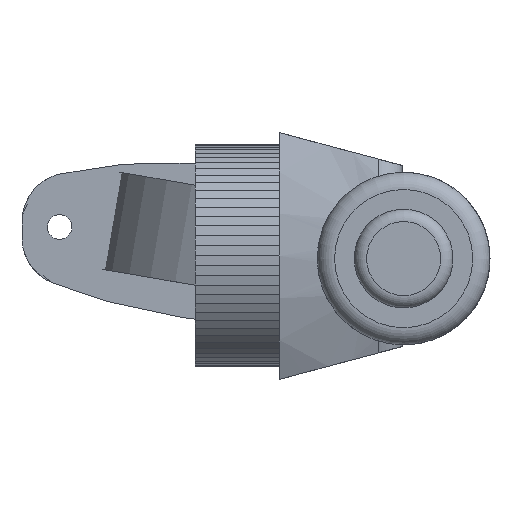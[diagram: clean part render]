
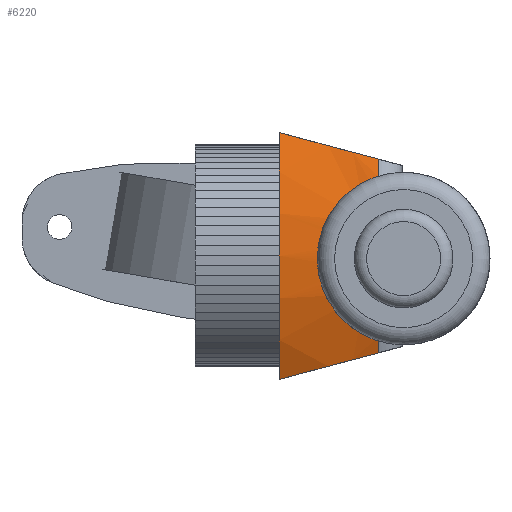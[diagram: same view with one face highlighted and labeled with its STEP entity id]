
A CAD part, left-side view. The second image highlights one B-rep face of the part: STEP entity #6220.
In plain terms, the highlighted cylindrical face has radius 11 mm (diameter 22 mm), a partial arc.
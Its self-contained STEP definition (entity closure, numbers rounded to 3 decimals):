
#20=ELLIPSE('',#6586,42.501,11.);
#21=ELLIPSE('',#6588,42.501,11.);
#25=B_SPLINE_CURVE_WITH_KNOTS('',3,(#8607,#8608,#8609,#8610,#8611,#8612,
#8613,#8614,#8615,#8616,#8617,#8618,#8619,#8620),.UNSPECIFIED.,.F.,.F.,
(4,2,2,2,2,2,4),(0.738,0.793,0.873,
0.952,1.031,1.11,1.166),
 .UNSPECIFIED.);
#412=FACE_OUTER_BOUND('',#745,.T.);
#745=EDGE_LOOP('',(#4370,#4371,#4372,#4373,#4374,#4375));
#2744=CIRCLE('',#6585,11.);
#2745=CIRCLE('',#6587,11.);
#2746=CIRCLE('',#6589,11.);
#2806=VERTEX_POINT('',#8593);
#2807=VERTEX_POINT('',#8606);
#2818=VERTEX_POINT('',#8739);
#2819=VERTEX_POINT('',#8741);
#2820=VERTEX_POINT('',#8743);
#2821=VERTEX_POINT('',#8745);
#3424=EDGE_CURVE('',#2807,#2806,#25,.T.);
#3437=EDGE_CURVE('',#2818,#2806,#2744,.T.);
#3438=EDGE_CURVE('',#2818,#2819,#20,.T.);
#3439=EDGE_CURVE('',#2820,#2819,#2745,.T.);
#3440=EDGE_CURVE('',#2821,#2820,#21,.T.);
#3441=EDGE_CURVE('',#2807,#2821,#2746,.T.);
#4370=ORIENTED_EDGE('',*,*,#3424,.T.);
#4371=ORIENTED_EDGE('',*,*,#3437,.F.);
#4372=ORIENTED_EDGE('',*,*,#3438,.T.);
#4373=ORIENTED_EDGE('',*,*,#3439,.F.);
#4374=ORIENTED_EDGE('',*,*,#3440,.F.);
#4375=ORIENTED_EDGE('',*,*,#3441,.F.);
#6190=CYLINDRICAL_SURFACE('',#6584,11.);
#6220=ADVANCED_FACE('',(#412),#6190,.T.);
#6584=AXIS2_PLACEMENT_3D('',#8738,#7000,#7001);
#6585=AXIS2_PLACEMENT_3D('',#8740,#7002,#7003);
#6586=AXIS2_PLACEMENT_3D('',#8742,#7004,#7005);
#6587=AXIS2_PLACEMENT_3D('',#8744,#7006,#7007);
#6588=AXIS2_PLACEMENT_3D('',#8746,#7008,#7009);
#6589=AXIS2_PLACEMENT_3D('',#8747,#7010,#7011);
#7000=DIRECTION('center_axis',(0.,1.,0.));
#7001=DIRECTION('ref_axis',(-1.,0.,0.));
#7002=DIRECTION('center_axis',(0.,-1.,0.));
#7003=DIRECTION('ref_axis',(-1.,0.,0.));
#7004=DIRECTION('center_axis',(0.,0.259,-0.966));
#7005=DIRECTION('ref_axis',(0.,0.966,0.259));
#7006=DIRECTION('center_axis',(0.,1.,0.));
#7007=DIRECTION('ref_axis',(-1.,0.,0.));
#7008=DIRECTION('center_axis',(0.,-0.259,
-0.966));
#7009=DIRECTION('ref_axis',(0.,-0.966,0.259));
#7010=DIRECTION('center_axis',(0.,-1.,0.));
#7011=DIRECTION('ref_axis',(-1.,0.,0.));
#8593=CARTESIAN_POINT('',(-125.964,-36.55,43.473));
#8606=CARTESIAN_POINT('',(-125.929,-36.55,39.816));
#8607=CARTESIAN_POINT('Ctrl Pts',(-125.929,-36.55,39.816));
#8608=CARTESIAN_POINT('Ctrl Pts',(-125.946,-36.381,39.911));
#8609=CARTESIAN_POINT('Ctrl Pts',(-125.965,-36.228,40.03));
#8610=CARTESIAN_POINT('Ctrl Pts',(-126.012,-35.912,40.345));
#8611=CARTESIAN_POINT('Ctrl Pts',(-126.041,-35.751,40.581));
#8612=CARTESIAN_POINT('Ctrl Pts',(-126.084,-35.536,41.098));
#8613=CARTESIAN_POINT('Ctrl Pts',(-126.097,-35.483,41.38));
#8614=CARTESIAN_POINT('Ctrl Pts',(-126.102,-35.483,41.908));
#8615=CARTESIAN_POINT('Ctrl Pts',(-126.094,-35.536,42.19));
#8616=CARTESIAN_POINT('Ctrl Pts',(-126.061,-35.75,42.707));
#8617=CARTESIAN_POINT('Ctrl Pts',(-126.037,-35.912,42.943));
#8618=CARTESIAN_POINT('Ctrl Pts',(-125.997,-36.228,43.259));
#8619=CARTESIAN_POINT('Ctrl Pts',(-125.979,-36.381,43.377));
#8620=CARTESIAN_POINT('Ctrl Pts',(-125.964,-36.55,43.473));
#8738=CARTESIAN_POINT('Origin',(-115.1,-37.55,41.75));
#8739=CARTESIAN_POINT('',(-125.375,-36.55,45.678));
#8740=CARTESIAN_POINT('Origin',(-115.1,-36.55,41.75));
#8741=CARTESIAN_POINT('',(-124.898,-32.55,46.75));
#8742=CARTESIAN_POINT('Origin',(-115.1,-51.21,41.75));
#8743=CARTESIAN_POINT('',(-124.898,-32.55,36.75));
#8744=CARTESIAN_POINT('Origin',(-115.1,-32.55,41.75));
#8745=CARTESIAN_POINT('',(-125.375,-36.55,37.822));
#8746=CARTESIAN_POINT('Origin',(-115.1,-51.21,41.75));
#8747=CARTESIAN_POINT('Origin',(-115.1,-36.55,41.75));
